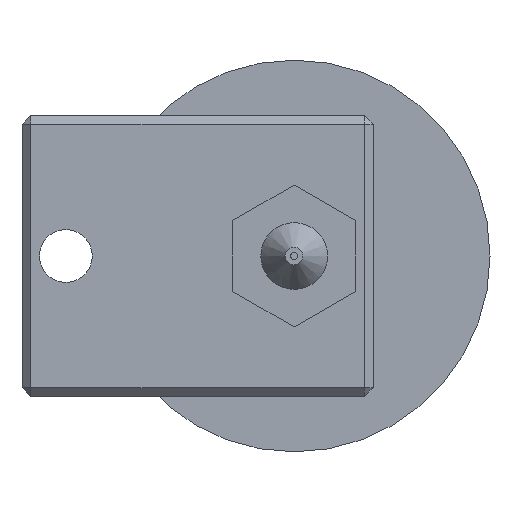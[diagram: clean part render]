
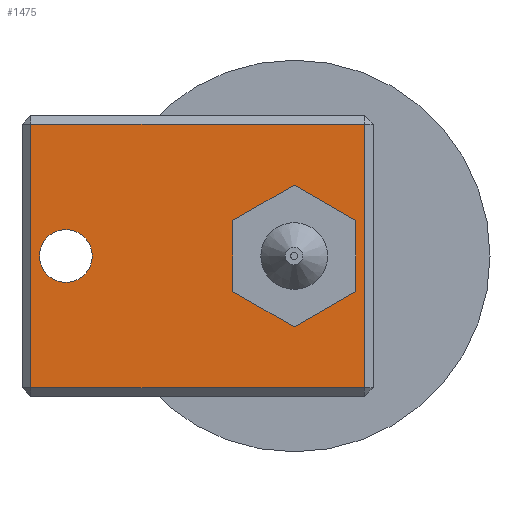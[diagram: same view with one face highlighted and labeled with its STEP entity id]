
A CAD part, front view. The second image highlights one B-rep face of the part: STEP entity #1475.
In plain terms, the highlighted planar face has unit normal (0, -1, 0).
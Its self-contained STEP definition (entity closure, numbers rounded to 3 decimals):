
#58=FACE_BOUND('',#312,.T.);
#59=FACE_BOUND('',#313,.T.);
#99=CIRCLE('',#1607,1.5);
#100=CIRCLE('',#1608,2.5);
#195=FACE_OUTER_BOUND('',#311,.T.);
#311=EDGE_LOOP('',(#1093,#1094,#1095,#1096));
#312=EDGE_LOOP('',(#1097));
#313=EDGE_LOOP('',(#1098));
#457=LINE('',#2313,#576);
#470=LINE('',#2339,#589);
#472=LINE('',#2342,#591);
#474=LINE('',#2345,#593);
#576=VECTOR('',#1809,19.);
#589=VECTOR('',#1832,15.);
#591=VECTOR('',#1836,19.);
#593=VECTOR('',#1840,15.);
#679=VERTEX_POINT('',#2280);
#685=VERTEX_POINT('',#2300);
#690=VERTEX_POINT('',#2316);
#693=VERTEX_POINT('',#2326);
#709=VERTEX_POINT('',#2391);
#710=VERTEX_POINT('',#2393);
#817=EDGE_CURVE('',#679,#685,#457,.T.);
#830=EDGE_CURVE('',#685,#693,#470,.T.);
#832=EDGE_CURVE('',#693,#690,#472,.T.);
#834=EDGE_CURVE('',#690,#679,#474,.T.);
#858=EDGE_CURVE('',#709,#709,#99,.T.);
#859=EDGE_CURVE('',#710,#710,#100,.T.);
#1093=ORIENTED_EDGE('',*,*,#817,.F.);
#1094=ORIENTED_EDGE('',*,*,#834,.F.);
#1095=ORIENTED_EDGE('',*,*,#832,.F.);
#1096=ORIENTED_EDGE('',*,*,#830,.F.);
#1097=ORIENTED_EDGE('',*,*,#858,.T.);
#1098=ORIENTED_EDGE('',*,*,#859,.T.);
#1402=PLANE('',#1606);
#1475=ADVANCED_FACE('',(#195,#58,#59),#1402,.F.);
#1606=AXIS2_PLACEMENT_3D('',#2390,#1888,#1889);
#1607=AXIS2_PLACEMENT_3D('',#2392,#1890,#1891);
#1608=AXIS2_PLACEMENT_3D('',#2394,#1892,#1893);
#1809=DIRECTION('',(-1.,0.,0.));
#1832=DIRECTION('',(0.,0.,1.));
#1836=DIRECTION('',(1.,0.,0.));
#1840=DIRECTION('',(0.,0.,-1.));
#1888=DIRECTION('center_axis',(0.,1.,0.));
#1889=DIRECTION('ref_axis',(0.,0.,1.));
#1890=DIRECTION('center_axis',(0.,1.,0.));
#1891=DIRECTION('ref_axis',(-1.,0.,0.));
#1892=DIRECTION('center_axis',(0.,1.,0.));
#1893=DIRECTION('ref_axis',(-1.,0.,0.));
#2280=CARTESIAN_POINT('',(4.,-34.95,-7.5));
#2300=CARTESIAN_POINT('',(-15.,-34.95,-7.5));
#2313=CARTESIAN_POINT('',(4.,-34.95,-7.5));
#2316=CARTESIAN_POINT('',(4.,-34.95,7.5));
#2326=CARTESIAN_POINT('',(-15.,-34.95,7.5));
#2339=CARTESIAN_POINT('',(-15.,-34.95,-7.5));
#2342=CARTESIAN_POINT('',(-15.,-34.95,7.5));
#2345=CARTESIAN_POINT('',(4.,-34.95,7.5));
#2390=CARTESIAN_POINT('Origin',(-5.5,-34.95,0.));
#2391=CARTESIAN_POINT('',(-11.5,-34.95,0.));
#2392=CARTESIAN_POINT('Origin',(-13.,-34.95,0.));
#2393=CARTESIAN_POINT('',(2.5,-34.95,0.));
#2394=CARTESIAN_POINT('Origin',(0.,-34.95,0.));
